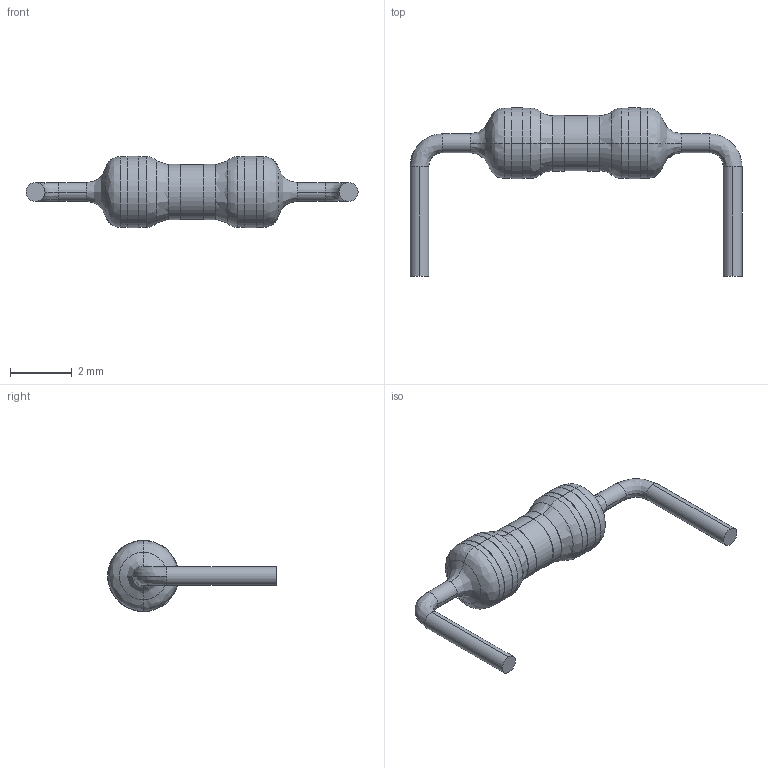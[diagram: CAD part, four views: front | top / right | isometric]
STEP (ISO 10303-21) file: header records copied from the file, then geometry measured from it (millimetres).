
FILE_DESCRIPTION (( 'STEP AP214' ), '1' );
FILE_NAME ('6k8R 0.4.STEP', '2023-04-27T19:03:56', ( '' ), ( '' ), 'SwSTEP 2.0', 'SolidWorks 2020', '' );
FILE_SCHEMA (( 'AUTOMOTIVE_DESIGN' ));
Length unit declared in the file: inch
Products named in the file (1): 6k8R 0.4
Bounding box: 10.77 x 5.47 x 2.31 mm (x, y, z)
Volume: 23 mm3; surface area: 66.8 mm2
Topology: 1 solids, 1 shells, 56 faces, 118 edges, 72 vertices
Faces by surface type: cylinder 26, bspline 20, plane 10
Entity records: 2522 total; most frequent: CARTESIAN_POINT 547, DIRECTION 284, ORIENTED_EDGE 236, AXIS2_PLACEMENT_3D 129, EDGE_CURVE 118, CIRCLE 92, VERTEX_POINT 72, EDGE_LOOP 64
